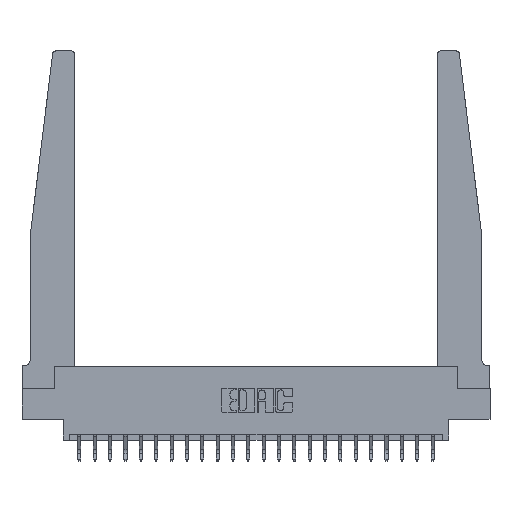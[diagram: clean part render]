
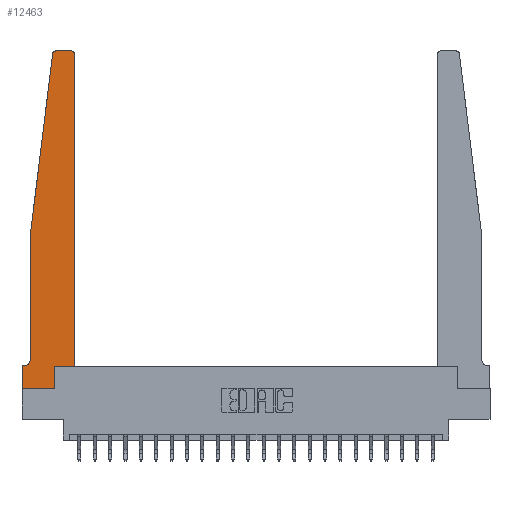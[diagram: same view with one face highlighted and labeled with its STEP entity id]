
A CAD part, top view. The second image highlights one B-rep face of the part: STEP entity #12463.
In plain terms, the highlighted planar face has unit normal (0, 0, 1).
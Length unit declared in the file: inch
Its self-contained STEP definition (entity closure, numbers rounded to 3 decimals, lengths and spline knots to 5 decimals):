
#220 = EDGE_LOOP ( 'NONE', ( #20415, #17131, #23171, #11888, #11029, #17132, #1461, #22171, #10630, #4446, #9014, #8373 ) ) ;
#546 = VERTEX_POINT ( 'NONE', #6534 ) ;
#557 = CIRCLE ( 'NONE', #10080, 0.03 ) ;
#653 = CARTESIAN_POINT ( 'NONE',  ( 0.015, 0.2375, 0.37 ) ) ;
#1140 = VECTOR ( 'NONE', #14241, 39.37008 ) ;
#1200 = DIRECTION ( 'NONE',  ( 0., -1., 0. ) ) ;
#1289 = VERTEX_POINT ( 'NONE', #6338 ) ;
#1461 = ORIENTED_EDGE ( 'NONE', *, *, #21980, .T. ) ;
#2459 = EDGE_CURVE ( 'NONE', #16227, #7812, #10010, .T. ) ;
#3747 = DIRECTION ( 'NONE',  ( 0., 0., -1. ) ) ;
#3812 = VERTEX_POINT ( 'NONE', #17727 ) ;
#3924 = DIRECTION ( 'NONE',  ( -0.122, -0.992, 0. ) ) ;
#4065 = VECTOR ( 'NONE', #18669, 39.37008 ) ;
#4165 = CARTESIAN_POINT ( 'NONE',  ( 0., 0.1875, 0.37 ) ) ;
#4252 = CARTESIAN_POINT ( 'NONE',  ( 0.065, 1.25, 0.37 ) ) ;
#4421 = EDGE_CURVE ( 'NONE', #546, #18199, #12881, .T. ) ;
#4446 = ORIENTED_EDGE ( 'NONE', *, *, #12316, .T. ) ;
#5147 = EDGE_CURVE ( 'NONE', #8503, #546, #18929, .T. ) ;
#5399 = DIRECTION ( 'NONE',  ( 0., 0., 1. ) ) ;
#5735 = CARTESIAN_POINT ( 'NONE',  ( 0.065, 1.25, 0.37 ) ) ;
#6289 = LINE ( 'NONE', #4252, #15717 ) ;
#6338 = CARTESIAN_POINT ( 'NONE',  ( 0.24675, 2.72367, 0.37 ) ) ;
#6455 = EDGE_CURVE ( 'NONE', #13072, #3812, #13284, .T. ) ;
#6534 = CARTESIAN_POINT ( 'NONE',  ( 0.395, 2.75, 0.37 ) ) ;
#6601 = DIRECTION ( 'NONE',  ( 1., 0., 0. ) ) ;
#6702 = LINE ( 'NONE', #13519, #22851 ) ;
#6895 = AXIS2_PLACEMENT_3D ( 'NONE', #4165, #5399, #8027 ) ;
#7812 = VERTEX_POINT ( 'NONE', #13859 ) ;
#8027 = DIRECTION ( 'NONE',  ( 1., 0., 0. ) ) ;
#8078 = EDGE_CURVE ( 'NONE', #1289, #16496, #9569, .T. ) ;
#8373 = ORIENTED_EDGE ( 'NONE', *, *, #5147, .T. ) ;
#8406 = LINE ( 'NONE', #11847, #19246 ) ;
#8425 = VERTEX_POINT ( 'NONE', #8712 ) ;
#8503 = VERTEX_POINT ( 'NONE', #16574 ) ;
#8712 = CARTESIAN_POINT ( 'NONE',  ( 0.065, 0.2375, 0.37 ) ) ;
#8910 = CARTESIAN_POINT ( 'NONE',  ( 0.2605, 0., 0.37 ) ) ;
#9014 = ORIENTED_EDGE ( 'NONE', *, *, #16826, .T. ) ;
#9347 = DIRECTION ( 'NONE',  ( 0., 1., 0. ) ) ;
#9477 = DIRECTION ( 'NONE',  ( 1., 0., 0. ) ) ;
#9496 = CIRCLE ( 'NONE', #20233, 0.05 ) ;
#9503 = DIRECTION ( 'NONE',  ( -1., 0., 0. ) ) ;
#9554 = VERTEX_POINT ( 'NONE', #13138 ) ;
#9569 = LINE ( 'NONE', #5735, #11984 ) ;
#9595 = CARTESIAN_POINT ( 'NONE',  ( 0.425, 0.18, 0.37 ) ) ;
#9792 = FACE_OUTER_BOUND ( 'NONE', #220, .T. ) ;
#10010 = LINE ( 'NONE', #13829, #10493 ) ;
#10080 = AXIS2_PLACEMENT_3D ( 'NONE', #22193, #17004, #9477 ) ;
#10280 = CARTESIAN_POINT ( 'NONE',  ( 0.27653, 2.75, 0.37 ) ) ;
#10493 = VECTOR ( 'NONE', #17304, 39.37008 ) ;
#10630 = ORIENTED_EDGE ( 'NONE', *, *, #2459, .T. ) ;
#11029 = ORIENTED_EDGE ( 'NONE', *, *, #15176, .T. ) ;
#11358 = DIRECTION ( 'NONE',  ( -1., 0., 0. ) ) ;
#11847 = CARTESIAN_POINT ( 'NONE',  ( 0., 0., 0.37 ) ) ;
#11888 = ORIENTED_EDGE ( 'NONE', *, *, #15974, .T. ) ;
#11984 = VECTOR ( 'NONE', #3924, 39.37008 ) ;
#12303 = CARTESIAN_POINT ( 'NONE',  ( 0.425, 0.18, 0.37 ) ) ;
#12316 = EDGE_CURVE ( 'NONE', #7812, #9554, #16154, .T. ) ;
#12408 = VECTOR ( 'NONE', #11358, 39.37008 ) ;
#12463 = ADVANCED_FACE ( 'NONE', ( #9792 ), #17213, .T. ) ;
#12881 = LINE ( 'NONE', #20232, #4065 ) ;
#13072 = VERTEX_POINT ( 'NONE', #16187 ) ;
#13138 = CARTESIAN_POINT ( 'NONE',  ( 0.425, 0.18, 0.37 ) ) ;
#13284 = LINE ( 'NONE', #14717, #12408 ) ;
#13454 = DIRECTION ( 'NONE',  ( 0., -1., 0. ) ) ;
#13519 = CARTESIAN_POINT ( 'NONE',  ( 0., 0., 0.37 ) ) ;
#13655 = DIRECTION ( 'NONE',  ( 0., 0., 1. ) ) ;
#13829 = CARTESIAN_POINT ( 'NONE',  ( 0.2605, 0.18, 0.37 ) ) ;
#13859 = CARTESIAN_POINT ( 'NONE',  ( 0.2605, 0.18, 0.37 ) ) ;
#14241 = DIRECTION ( 'NONE',  ( 1., 0., 0. ) ) ;
#14717 = CARTESIAN_POINT ( 'NONE',  ( 0.065, 0.1875, 0.37 ) ) ;
#14848 = LINE ( 'NONE', #9595, #23015 ) ;
#15176 = EDGE_CURVE ( 'NONE', #8425, #13072, #9496, .T. ) ;
#15352 = CARTESIAN_POINT ( 'NONE',  ( 0.065, 1.25, 0.37 ) ) ;
#15680 = CARTESIAN_POINT ( 'NONE',  ( 0.395, 2.72, 0.37 ) ) ;
#15717 = VECTOR ( 'NONE', #13454, 39.37008 ) ;
#15974 = EDGE_CURVE ( 'NONE', #16496, #8425, #6289, .T. ) ;
#16154 = LINE ( 'NONE', #12303, #1140 ) ;
#16187 = CARTESIAN_POINT ( 'NONE',  ( 0.015, 0.1875, 0.37 ) ) ;
#16227 = VERTEX_POINT ( 'NONE', #8910 ) ;
#16496 = VERTEX_POINT ( 'NONE', #15352 ) ;
#16574 = CARTESIAN_POINT ( 'NONE',  ( 0.425, 2.72, 0.37 ) ) ;
#16826 = EDGE_CURVE ( 'NONE', #9554, #8503, #14848, .T. ) ;
#17004 = DIRECTION ( 'NONE',  ( 0., 0., 1. ) ) ;
#17131 = ORIENTED_EDGE ( 'NONE', *, *, #18044, .T. ) ;
#17132 = ORIENTED_EDGE ( 'NONE', *, *, #6455, .T. ) ;
#17213 = PLANE ( 'NONE',  #6895 ) ;
#17304 = DIRECTION ( 'NONE',  ( 0., 1., 0. ) ) ;
#17727 = CARTESIAN_POINT ( 'NONE',  ( 0., 0.1875, 0.37 ) ) ;
#18044 = EDGE_CURVE ( 'NONE', #18199, #1289, #557, .T. ) ;
#18199 = VERTEX_POINT ( 'NONE', #10280 ) ;
#18669 = DIRECTION ( 'NONE',  ( -1., 0., 0. ) ) ;
#18929 = CIRCLE ( 'NONE', #21570, 0.03 ) ;
#19050 = EDGE_CURVE ( 'NONE', #19374, #16227, #8406, .T. ) ;
#19246 = VECTOR ( 'NONE', #6601, 39.37008 ) ;
#19374 = VERTEX_POINT ( 'NONE', #20851 ) ;
#20232 = CARTESIAN_POINT ( 'NONE',  ( 0.25, 2.75, 0.37 ) ) ;
#20233 = AXIS2_PLACEMENT_3D ( 'NONE', #653, #3747, #9503 ) ;
#20415 = ORIENTED_EDGE ( 'NONE', *, *, #4421, .T. ) ;
#20851 = CARTESIAN_POINT ( 'NONE',  ( 0., 0., 0.37 ) ) ;
#20993 = DIRECTION ( 'NONE',  ( 1., 0., 0. ) ) ;
#21570 = AXIS2_PLACEMENT_3D ( 'NONE', #15680, #13655, #20993 ) ;
#21980 = EDGE_CURVE ( 'NONE', #3812, #19374, #6702, .T. ) ;
#22171 = ORIENTED_EDGE ( 'NONE', *, *, #19050, .T. ) ;
#22193 = CARTESIAN_POINT ( 'NONE',  ( 0.27653, 2.72, 0.37 ) ) ;
#22851 = VECTOR ( 'NONE', #1200, 39.37008 ) ;
#23015 = VECTOR ( 'NONE', #9347, 39.37008 ) ;
#23171 = ORIENTED_EDGE ( 'NONE', *, *, #8078, .T. ) ;
